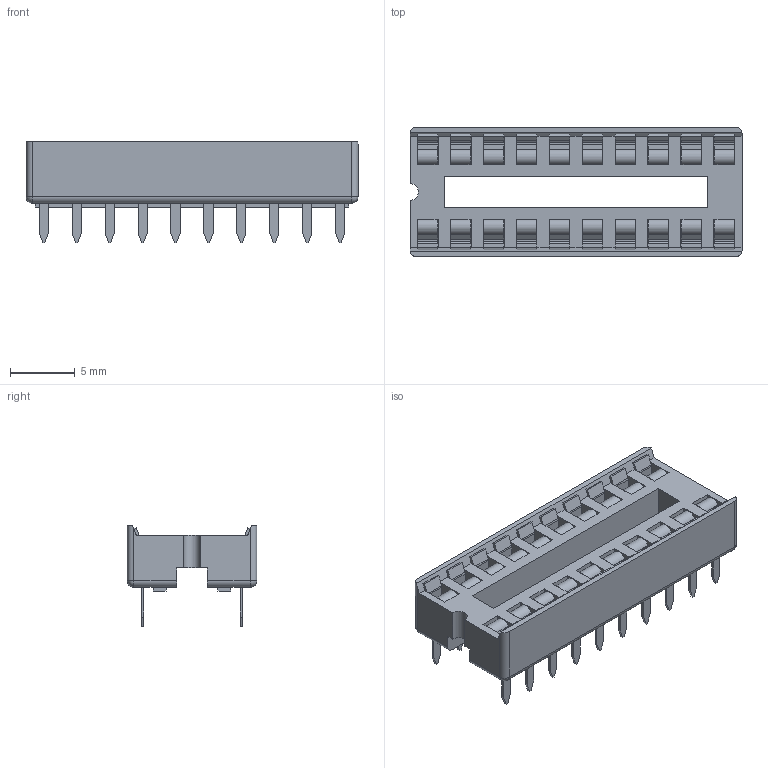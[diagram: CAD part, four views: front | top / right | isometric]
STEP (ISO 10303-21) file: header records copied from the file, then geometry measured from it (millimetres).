
FILE_DESCRIPTION(('STEP AP214'), '1');
FILE_NAME('DIP300-skt-flat-20', '2016-03-21T17:38:58', ('Nobody'), (''), 'ASCON STEP Converter 1.3', 'ASCON Math Kernel', '');
FILE_SCHEMA(('AUTOMOTIVE_DESIGN { 1 0 10303 214 3 1 1}'));
Length unit declared in the file: millimetre
Bounding box: 25.6 x 10 x 7.85 mm (x, y, z)
Volume: 708.2 mm3; surface area: 2331.9 mm2
Topology: 21 solids, 21 shells, 1203 faces, 2672 edges, 1508 vertices
Faces by surface type: plane 988, cylinder 211, sphere 4
Entity records: 41660 total; most frequent: DIRECTION 5534, CARTESIAN_POINT 5392, ORIENTED_EDGE 5336, EDGE_CURVE 2668, LINE 2202, VECTOR 2202, AXIS2_PLACEMENT_3D 1666, VERTEX_POINT 1508
